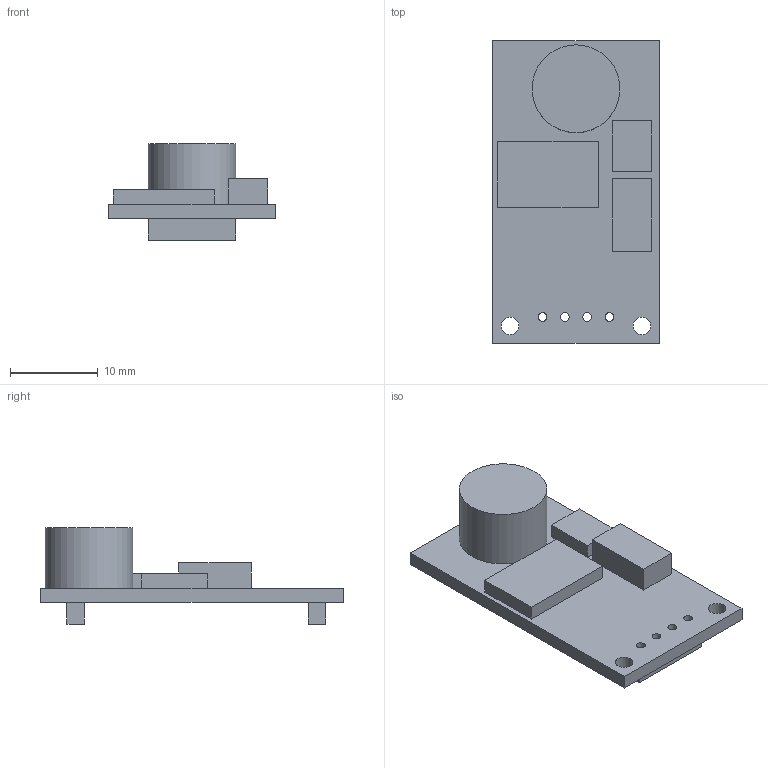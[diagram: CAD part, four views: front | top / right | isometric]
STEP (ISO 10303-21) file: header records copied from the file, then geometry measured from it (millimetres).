
FILE_DESCRIPTION(('FreeCAD Model'),'2;1');
FILE_NAME('sound sensor v2.step','2018-08-10T21:43:24', ('kicad StepUp'),('ksu MCAD'),'Open CASCADE STEP processor 7.2', 'FreeCAD','Unknown');
FILE_SCHEMA(('AUTOMOTIVE_DESIGN { 1 0 10303 214 1 1 1 1 }'));
Length unit declared in the file: millimetre
Products named in the file (1): sound_sensor_v2
Bounding box: 19 x 34.5 x 11 mm (x, y, z)
Volume: 1923.9 mm3; surface area: 2037.9 mm2
Topology: 1 solids, 1 shells, 43 faces, 99 edges, 66 vertices
Faces by surface type: plane 34, cylinder 9
Full cylindrical faces by diameter (mm): 1 x6, 2 x2, 10 x1
Entity records: 1256 total; most frequent: CARTESIAN_POINT 209, DIRECTION 205, ORIENTED_EDGE 198, EDGE_CURVE 99, LINE 81, VECTOR 81, VERTEX_POINT 66, FACE_BOUND 63
